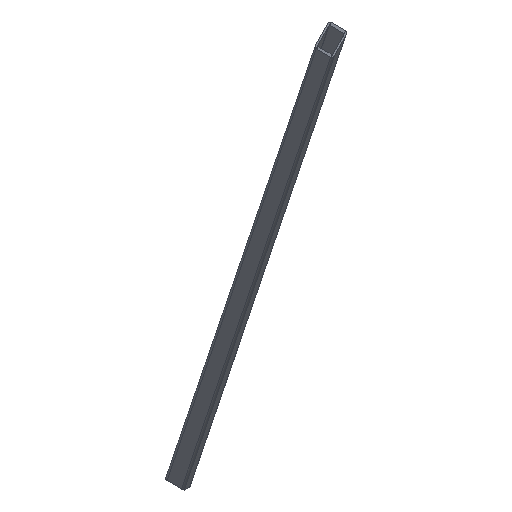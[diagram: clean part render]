
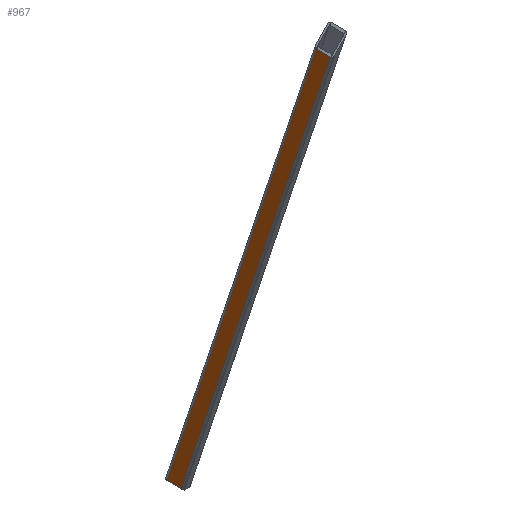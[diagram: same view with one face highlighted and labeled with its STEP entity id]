
A CAD part, left-side view. The second image highlights one B-rep face of the part: STEP entity #967.
In plain terms, the highlighted planar face has unit normal (-0.543, 0.492, -0.68).
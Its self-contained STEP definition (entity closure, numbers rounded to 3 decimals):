
#96 = PLANE('',#97);
#97 = AXIS2_PLACEMENT_3D('',#98,#99,#100);
#98 = CARTESIAN_POINT('',(455.507,121.964,
    -297.216));
#99 = DIRECTION('',(-0.202,-0.477,0.855));
#100 = DIRECTION('',(0.97,-0.219,0.107));
#234 = PLANE('',#235);
#235 = AXIS2_PLACEMENT_3D('',#236,#237,#238);
#236 = CARTESIAN_POINT('',(-467.713,-81.666,
    292.018));
#237 = DIRECTION('',(-0.97,0.219,-0.107));
#238 = DIRECTION('',(-0.202,-0.477,0.855));
#737 = CYLINDRICAL_SURFACE('',#738,3.5);
#738 = AXIS2_PLACEMENT_3D('',#739,#740,#741);
#739 = CARTESIAN_POINT('',(-7.807,-4.126,
    -13.658));
#740 = DIRECTION('',(0.829,0.183,-0.529));
#741 = DIRECTION('',(-0.529,0.565,-0.634));
#818 = VERTEX_POINT('',#819);
#819 = CARTESIAN_POINT('',(451.903,99.411,
    -310.656));
#870 = VERTEX_POINT('',#871);
#871 = CARTESIAN_POINT('',(-471.317,-104.218,
    278.577));
#920 = EDGE_CURVE('',#818,#870,#921,.T.);
#921 = SURFACE_CURVE('',#922,(#926,#955),.PCURVE_S1.);
#922 = LINE('',#923,#924);
#923 = CARTESIAN_POINT('',(451.903,99.411,
    -310.656));
#924 = VECTOR('',#925,1.);
#925 = DIRECTION('',(-0.829,-0.183,0.529));
#926 = PCURVE('',#737,#927);
#927 = DEFINITIONAL_REPRESENTATION('',(#928),#954);
#928 = B_SPLINE_CURVE_WITH_KNOTS('',3,(#929,#930,#931,#932,#933,#934,
    #935,#936,#937,#938,#939,#940,#941,#942,#943,#944,#945,#946,#947,
    #948,#949,#950,#951,#952,#953),.UNSPECIFIED.,.F.,.F.,(4,1,1,1,1,1,1,
    1,1,1,1,1,1,1,1,1,1,1,1,1,1,1,4),(0.,50.636,101.273
    ,151.909,202.545,253.182,303.818,
    354.455,405.091,455.727,506.364,557.,
    607.636,658.273,708.909,759.545,
    810.182,860.818,911.455,962.091,
    1012.727,1063.364,1114.),
  .QUASI_UNIFORM_KNOTS.);
#929 = CARTESIAN_POINT('',(6.196,557.));
#930 = CARTESIAN_POINT('',(6.196,540.121));
#931 = CARTESIAN_POINT('',(6.196,506.364));
#932 = CARTESIAN_POINT('',(6.196,455.727));
#933 = CARTESIAN_POINT('',(6.196,405.091));
#934 = CARTESIAN_POINT('',(6.196,354.455));
#935 = CARTESIAN_POINT('',(6.196,303.818));
#936 = CARTESIAN_POINT('',(6.196,253.182));
#937 = CARTESIAN_POINT('',(6.196,202.545));
#938 = CARTESIAN_POINT('',(6.196,151.909));
#939 = CARTESIAN_POINT('',(6.196,101.273));
#940 = CARTESIAN_POINT('',(6.196,50.636));
#941 = CARTESIAN_POINT('',(6.196,0.));
#942 = CARTESIAN_POINT('',(6.196,-50.636));
#943 = CARTESIAN_POINT('',(6.196,-101.273));
#944 = CARTESIAN_POINT('',(6.196,-151.909));
#945 = CARTESIAN_POINT('',(6.196,-202.545));
#946 = CARTESIAN_POINT('',(6.196,-253.182));
#947 = CARTESIAN_POINT('',(6.196,-303.818));
#948 = CARTESIAN_POINT('',(6.196,-354.455));
#949 = CARTESIAN_POINT('',(6.196,-405.091));
#950 = CARTESIAN_POINT('',(6.196,-455.727));
#951 = CARTESIAN_POINT('',(6.196,-506.364));
#952 = CARTESIAN_POINT('',(6.196,-540.121));
#953 = CARTESIAN_POINT('',(6.196,-557.));
#954 = ( GEOMETRIC_REPRESENTATION_CONTEXT(2) 
PARAMETRIC_REPRESENTATION_CONTEXT() REPRESENTATION_CONTEXT('2D SPACE',''
  ) );
#955 = PCURVE('',#956,#961);
#956 = PLANE('',#957);
#957 = AXIS2_PLACEMENT_3D('',#958,#959,#960);
#958 = CARTESIAN_POINT('',(-9.707,-2.403,
    -16.039));
#959 = DIRECTION('',(-0.543,0.492,-0.68));
#960 = DIRECTION('',(0.136,0.851,0.507));
#961 = DEFINITIONAL_REPRESENTATION('',(#962),#966);
#962 = LINE('',#963,#964);
#963 = CARTESIAN_POINT('',(0.,557.));
#964 = VECTOR('',#965,1.);
#965 = DIRECTION('',(0.,-1.));
#966 = ( GEOMETRIC_REPRESENTATION_CONTEXT(2) 
PARAMETRIC_REPRESENTATION_CONTEXT() REPRESENTATION_CONTEXT('2D SPACE',''
  ) );
#967 = ADVANCED_FACE('',(#968),#956,.T.);
#968 = FACE_BOUND('',#969,.F.);
#969 = EDGE_LOOP('',(#970,#1022,#1043,#1044));
#970 = ORIENTED_EDGE('',*,*,#971,.F.);
#971 = EDGE_CURVE('',#972,#974,#976,.T.);
#972 = VERTEX_POINT('',#973);
#973 = CARTESIAN_POINT('',(-468.189,-84.644,
    290.243));
#974 = VERTEX_POINT('',#975);
#975 = CARTESIAN_POINT('',(455.031,118.985,
    -298.991));
#976 = SURFACE_CURVE('',#977,(#981,#988),.PCURVE_S1.);
#977 = LINE('',#978,#979);
#978 = CARTESIAN_POINT('',(-468.189,-84.644,
    290.243));
#979 = VECTOR('',#980,1.);
#980 = DIRECTION('',(0.829,0.183,-0.529));
#981 = PCURVE('',#956,#982);
#982 = DEFINITIONAL_REPRESENTATION('',(#983),#987);
#983 = LINE('',#984,#985);
#984 = CARTESIAN_POINT('',(23.,-557.));
#985 = VECTOR('',#986,1.);
#986 = DIRECTION('',(0.,1.));
#987 = ( GEOMETRIC_REPRESENTATION_CONTEXT(2) 
PARAMETRIC_REPRESENTATION_CONTEXT() REPRESENTATION_CONTEXT('2D SPACE',''
  ) );
#988 = PCURVE('',#989,#994);
#989 = CYLINDRICAL_SURFACE('',#990,3.5);
#990 = AXIS2_PLACEMENT_3D('',#991,#992,#993);
#991 = CARTESIAN_POINT('',(-4.679,15.448,
    -1.993));
#992 = DIRECTION('',(0.829,0.183,-0.529));
#993 = DIRECTION('',(-0.529,0.565,-0.634));
#994 = DEFINITIONAL_REPRESENTATION('',(#995),#1021);
#995 = B_SPLINE_CURVE_WITH_KNOTS('',3,(#996,#997,#998,#999,#1000,#1001,
    #1002,#1003,#1004,#1005,#1006,#1007,#1008,#1009,#1010,#1011,#1012,
    #1013,#1014,#1015,#1016,#1017,#1018,#1019,#1020),.UNSPECIFIED.,.F.,
  .F.,(4,1,1,1,1,1,1,1,1,1,1,1,1,1,1,1,1,1,1,1,1,1,4),(0.,
    50.636,101.273,151.909,202.545,
    253.182,303.818,354.455,405.091,
    455.727,506.364,557.,607.636,658.273
    ,708.909,759.545,810.182,860.818,
    911.455,962.091,1012.727,1063.364
    ,1114.),.QUASI_UNIFORM_KNOTS.);
#996 = CARTESIAN_POINT('',(-0.087,-557.));
#997 = CARTESIAN_POINT('',(-0.087,-540.121));
#998 = CARTESIAN_POINT('',(-0.087,-506.364));
#999 = CARTESIAN_POINT('',(-0.087,-455.727));
#1000 = CARTESIAN_POINT('',(-0.087,-405.091));
#1001 = CARTESIAN_POINT('',(-0.087,-354.455));
#1002 = CARTESIAN_POINT('',(-0.087,-303.818));
#1003 = CARTESIAN_POINT('',(-0.087,-253.182));
#1004 = CARTESIAN_POINT('',(-0.087,-202.545));
#1005 = CARTESIAN_POINT('',(-0.087,-151.909));
#1006 = CARTESIAN_POINT('',(-0.087,-101.273));
#1007 = CARTESIAN_POINT('',(-0.087,-50.636));
#1008 = CARTESIAN_POINT('',(-0.087,0.));
#1009 = CARTESIAN_POINT('',(-0.087,50.636));
#1010 = CARTESIAN_POINT('',(-0.087,101.273));
#1011 = CARTESIAN_POINT('',(-0.087,151.909));
#1012 = CARTESIAN_POINT('',(-0.087,202.545));
#1013 = CARTESIAN_POINT('',(-0.087,253.182));
#1014 = CARTESIAN_POINT('',(-0.087,303.818));
#1015 = CARTESIAN_POINT('',(-0.087,354.455));
#1016 = CARTESIAN_POINT('',(-0.087,405.091));
#1017 = CARTESIAN_POINT('',(-0.087,455.727));
#1018 = CARTESIAN_POINT('',(-0.087,506.364));
#1019 = CARTESIAN_POINT('',(-0.087,540.121));
#1020 = CARTESIAN_POINT('',(-0.087,557.));
#1021 = ( GEOMETRIC_REPRESENTATION_CONTEXT(2) 
PARAMETRIC_REPRESENTATION_CONTEXT() REPRESENTATION_CONTEXT('2D SPACE',''
  ) );
#1022 = ORIENTED_EDGE('',*,*,#1023,.T.);
#1023 = EDGE_CURVE('',#972,#870,#1024,.T.);
#1024 = SURFACE_CURVE('',#1025,(#1029,#1036),.PCURVE_S1.);
#1025 = LINE('',#1026,#1027);
#1026 = CARTESIAN_POINT('',(-468.189,-84.644,
    290.243));
#1027 = VECTOR('',#1028,1.);
#1028 = DIRECTION('',(-0.136,-0.851,-0.507));
#1029 = PCURVE('',#956,#1030);
#1030 = DEFINITIONAL_REPRESENTATION('',(#1031),#1035);
#1031 = LINE('',#1032,#1033);
#1032 = CARTESIAN_POINT('',(23.,-557.));
#1033 = VECTOR('',#1034,1.);
#1034 = DIRECTION('',(-1.,0.));
#1035 = ( GEOMETRIC_REPRESENTATION_CONTEXT(2) 
PARAMETRIC_REPRESENTATION_CONTEXT() REPRESENTATION_CONTEXT('2D SPACE',''
  ) );
#1036 = PCURVE('',#234,#1037);
#1037 = DEFINITIONAL_REPRESENTATION('',(#1038),#1042);
#1038 = LINE('',#1039,#1040);
#1039 = CARTESIAN_POINT('',(0.,-3.5));
#1040 = VECTOR('',#1041,1.);
#1041 = DIRECTION('',(0.,-1.));
#1042 = ( GEOMETRIC_REPRESENTATION_CONTEXT(2) 
PARAMETRIC_REPRESENTATION_CONTEXT() REPRESENTATION_CONTEXT('2D SPACE',''
  ) );
#1043 = ORIENTED_EDGE('',*,*,#920,.F.);
#1044 = ORIENTED_EDGE('',*,*,#1045,.F.);
#1045 = EDGE_CURVE('',#974,#818,#1046,.T.);
#1046 = SURFACE_CURVE('',#1047,(#1051,#1058),.PCURVE_S1.);
#1047 = LINE('',#1048,#1049);
#1048 = CARTESIAN_POINT('',(455.031,118.985,
    -298.991));
#1049 = VECTOR('',#1050,1.);
#1050 = DIRECTION('',(-0.136,-0.851,-0.507));
#1051 = PCURVE('',#956,#1052);
#1052 = DEFINITIONAL_REPRESENTATION('',(#1053),#1057);
#1053 = LINE('',#1054,#1055);
#1054 = CARTESIAN_POINT('',(23.,557.));
#1055 = VECTOR('',#1056,1.);
#1056 = DIRECTION('',(-1.,0.));
#1057 = ( GEOMETRIC_REPRESENTATION_CONTEXT(2) 
PARAMETRIC_REPRESENTATION_CONTEXT() REPRESENTATION_CONTEXT('2D SPACE',''
  ) );
#1058 = PCURVE('',#96,#1059);
#1059 = DEFINITIONAL_REPRESENTATION('',(#1060),#1064);
#1060 = LINE('',#1061,#1062);
#1061 = CARTESIAN_POINT('',(0.,-3.5));
#1062 = VECTOR('',#1063,1.);
#1063 = DIRECTION('',(0.,-1.));
#1064 = ( GEOMETRIC_REPRESENTATION_CONTEXT(2) 
PARAMETRIC_REPRESENTATION_CONTEXT() REPRESENTATION_CONTEXT('2D SPACE',''
  ) );
